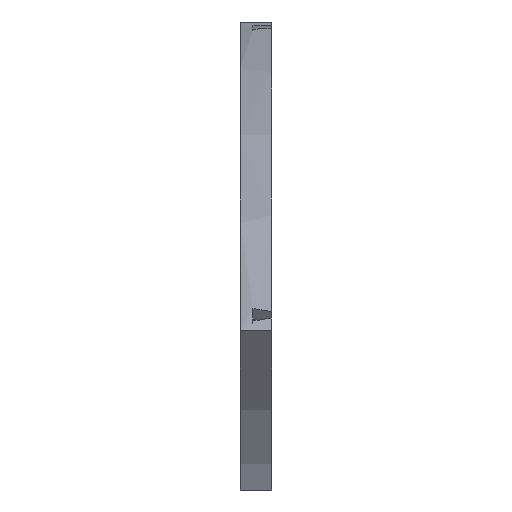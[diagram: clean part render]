
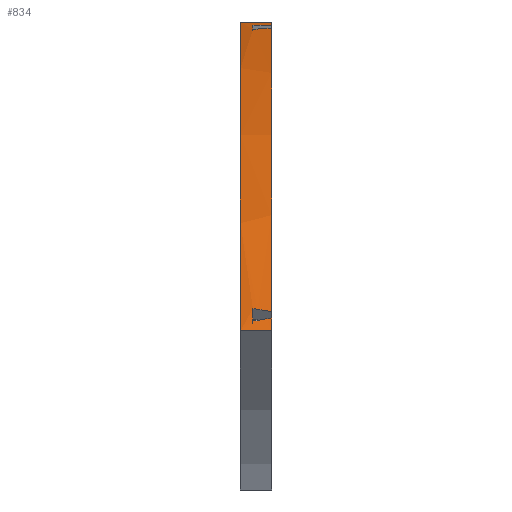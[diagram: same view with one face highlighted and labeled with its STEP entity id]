
A CAD part, top view. The second image highlights one B-rep face of the part: STEP entity #834.
In plain terms, the highlighted cylindrical face has radius 369.635 mm (diameter 739.27 mm), a partial arc.
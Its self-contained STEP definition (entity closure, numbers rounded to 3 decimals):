
#15=CYLINDRICAL_SURFACE('',#899,369.635);
#19=ELLIPSE('',#893,1168.889,369.635);
#20=ELLIPSE('',#897,1168.889,369.635);
#21=ELLIPSE('',#900,1168.889,369.635);
#22=ELLIPSE('',#902,1168.889,369.635);
#25=CIRCLE('',#874,369.635);
#27=CIRCLE('',#876,369.635);
#28=CIRCLE('',#877,369.635);
#31=CIRCLE('',#895,369.635);
#32=CIRCLE('',#901,369.635);
#33=CIRCLE('',#903,369.635);
#62=FACE_OUTER_BOUND('',#105,.T.);
#105=EDGE_LOOP('',(#667,#668,#669,#670,#671,#672,#673,#674,#675,#676,#677,
#678));
#202=LINE('',#1330,#306);
#203=LINE('',#1333,#307);
#306=VECTOR('',#1080,10.);
#307=VECTOR('',#1083,10.);
#347=VERTEX_POINT('',#1193);
#350=VERTEX_POINT('',#1198);
#351=VERTEX_POINT('',#1200);
#356=VERTEX_POINT('',#1210);
#357=VERTEX_POINT('',#1212);
#360=VERTEX_POINT('',#1218);
#391=VERTEX_POINT('',#1308);
#393=VERTEX_POINT('',#1314);
#395=VERTEX_POINT('',#1324);
#396=VERTEX_POINT('',#1326);
#397=VERTEX_POINT('',#1329);
#398=VERTEX_POINT('',#1331);
#436=EDGE_CURVE('',#350,#351,#25,.T.);
#442=EDGE_CURVE('',#356,#357,#27,.T.);
#446=EDGE_CURVE('',#360,#347,#28,.T.);
#491=EDGE_CURVE('',#391,#347,#19,.T.);
#494=EDGE_CURVE('',#393,#391,#31,.T.);
#497=EDGE_CURVE('',#350,#393,#20,.T.);
#499=EDGE_CURVE('',#360,#395,#21,.T.);
#500=EDGE_CURVE('',#395,#396,#32,.T.);
#501=EDGE_CURVE('',#396,#357,#22,.T.);
#502=EDGE_CURVE('',#397,#356,#202,.T.);
#503=EDGE_CURVE('',#397,#398,#33,.T.);
#504=EDGE_CURVE('',#398,#351,#203,.T.);
#667=ORIENTED_EDGE('',*,*,#491,.T.);
#668=ORIENTED_EDGE('',*,*,#446,.F.);
#669=ORIENTED_EDGE('',*,*,#499,.T.);
#670=ORIENTED_EDGE('',*,*,#500,.T.);
#671=ORIENTED_EDGE('',*,*,#501,.T.);
#672=ORIENTED_EDGE('',*,*,#442,.F.);
#673=ORIENTED_EDGE('',*,*,#502,.F.);
#674=ORIENTED_EDGE('',*,*,#503,.T.);
#675=ORIENTED_EDGE('',*,*,#504,.T.);
#676=ORIENTED_EDGE('',*,*,#436,.F.);
#677=ORIENTED_EDGE('',*,*,#497,.T.);
#678=ORIENTED_EDGE('',*,*,#494,.T.);
#834=ADVANCED_FACE('',(#62),#15,.T.);
#874=AXIS2_PLACEMENT_3D('',#1201,#968,#969);
#876=AXIS2_PLACEMENT_3D('',#1213,#976,#977);
#877=AXIS2_PLACEMENT_3D('',#1220,#981,#982);
#893=AXIS2_PLACEMENT_3D('',#1309,#1055,#1056);
#895=AXIS2_PLACEMENT_3D('',#1315,#1061,#1062);
#897=AXIS2_PLACEMENT_3D('',#1320,#1067,#1068);
#899=AXIS2_PLACEMENT_3D('',#1323,#1072,#1073);
#900=AXIS2_PLACEMENT_3D('',#1325,#1074,#1075);
#901=AXIS2_PLACEMENT_3D('',#1327,#1076,#1077);
#902=AXIS2_PLACEMENT_3D('',#1328,#1078,#1079);
#903=AXIS2_PLACEMENT_3D('',#1332,#1081,#1082);
#968=DIRECTION('center_axis',(1.,0.,0.));
#969=DIRECTION('ref_axis',(0.,0.987,0.159));
#976=DIRECTION('center_axis',(1.,0.,0.));
#977=DIRECTION('ref_axis',(0.,0.987,0.159));
#981=DIRECTION('center_axis',(1.,0.,0.));
#982=DIRECTION('ref_axis',(0.,0.987,0.159));
#1055=DIRECTION('center_axis',(0.316,0.483,-0.817));
#1056=DIRECTION('ref_axis',(-0.949,0.161,-0.272));
#1061=DIRECTION('center_axis',(-1.,0.,0.));
#1062=DIRECTION('ref_axis',(0.,0.987,0.159));
#1067=DIRECTION('center_axis',(0.316,-0.483,0.817));
#1068=DIRECTION('ref_axis',(0.949,0.161,-0.272));
#1072=DIRECTION('center_axis',(1.,0.,0.));
#1073=DIRECTION('ref_axis',(0.,0.987,0.159));
#1074=DIRECTION('center_axis',(0.316,-0.151,0.937));
#1075=DIRECTION('ref_axis',(-0.949,-0.05,0.312));
#1076=DIRECTION('center_axis',(-1.,0.,0.));
#1077=DIRECTION('ref_axis',(0.,0.987,0.159));
#1078=DIRECTION('center_axis',(0.316,0.151,-0.937));
#1079=DIRECTION('ref_axis',(0.949,-0.05,0.312));
#1080=DIRECTION('',(1.,0.,0.));
#1081=DIRECTION('center_axis',(1.,0.,0.));
#1082=DIRECTION('ref_axis',(0.,0.987,0.159));
#1083=DIRECTION('',(1.,0.,0.));
#1193=CARTESIAN_POINT('',(5.,45.1,270.863));
#1198=CARTESIAN_POINT('',(5.,44.076,272.581));
#1200=CARTESIAN_POINT('',(5.,42.,276.));
#1201=CARTESIAN_POINT('Origin',(5.,-272.922,82.469));
#1210=CARTESIAN_POINT('',(5.,91.998,141.323));
#1212=CARTESIAN_POINT('',(5.,91.34,145.268));
#1213=CARTESIAN_POINT('Origin',(5.,-272.922,82.469));
#1218=CARTESIAN_POINT('',(5.,90.994,147.239));
#1220=CARTESIAN_POINT('Origin',(5.,-272.922,82.469));
#1308=CARTESIAN_POINT('',(2.,45.608,270.002));
#1309=CARTESIAN_POINT('Origin',(3.864,-272.922,82.469));
#1314=CARTESIAN_POINT('',(2.,43.56,273.437));
#1315=CARTESIAN_POINT('Origin',(2.,-272.922,82.469));
#1320=CARTESIAN_POINT('Origin',(12.136,-272.922,82.469));
#1323=CARTESIAN_POINT('Origin',(0.,-272.922,82.469));
#1324=CARTESIAN_POINT('',(2.,90.818,148.223));
#1325=CARTESIAN_POINT('Origin',(23.,-272.922,82.469));
#1326=CARTESIAN_POINT('',(2.,91.508,144.283));
#1327=CARTESIAN_POINT('Origin',(2.,-272.922,82.469));
#1328=CARTESIAN_POINT('Origin',(-7.,-272.922,82.469));
#1329=CARTESIAN_POINT('',(0.,91.998,141.323));
#1330=CARTESIAN_POINT('',(0.,91.998,141.323));
#1331=CARTESIAN_POINT('',(0.,42.,276.));
#1332=CARTESIAN_POINT('Origin',(0.,-272.922,82.469));
#1333=CARTESIAN_POINT('',(0.,42.,276.));
